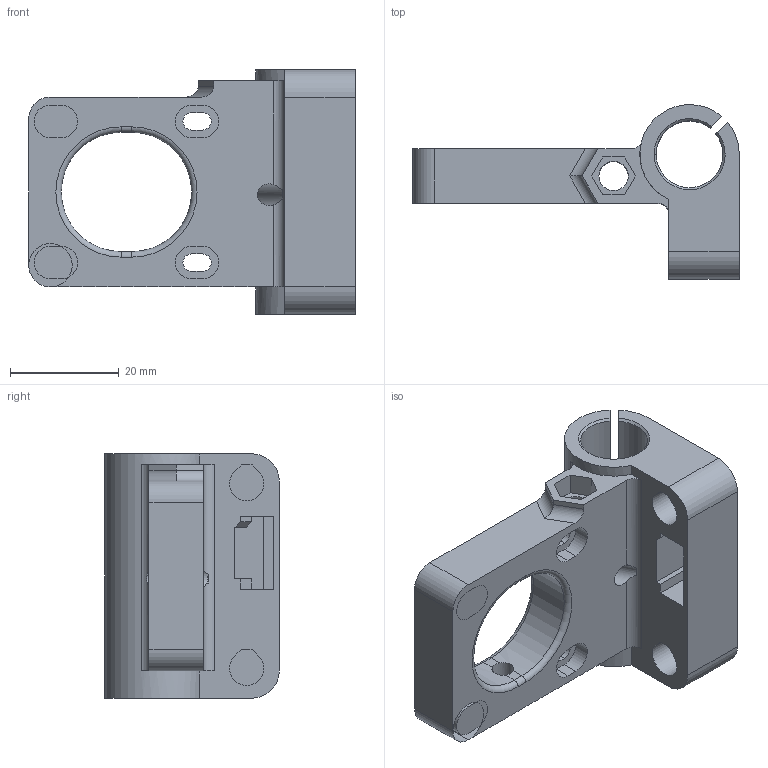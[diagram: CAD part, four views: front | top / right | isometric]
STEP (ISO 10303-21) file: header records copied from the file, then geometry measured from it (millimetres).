
FILE_DESCRIPTION(('FreeCAD Model'),'2;1');
FILE_NAME('CarroMotor.step', '2016-12-25T20:34:03',('DiegoLale'),('Lalebots'), 'Open CASCADE STEP processor 6.8','FreeCAD','Unknown');
FILE_SCHEMA(('AUTOMOTIVE_DESIGN_CC2 { 1 2 10303 214 -1 1 5 4 }'));
Length unit declared in the file: millimetre
Products named in the file (2): ASSEMBLY; Pocket012
Assembly tree (1 placements, depth 2):
  ASSEMBLY
    Pocket012
Bounding box: 60.15 x 32.15 x 45 mm (x, y, z)
Surface area: 12526.1 mm2 (no closed solid volume)
Topology: 0 solids, 1 shells, 126 faces, 394 edges, 272 vertices
Faces by surface type: plane 75, cylinder 42, torus 5, cone 4
Full cylindrical faces by diameter (mm): 4 x2, 5.4 x2, 8 x1
Entity records: 11920 total; most frequent: CARTESIAN_POINT 4291, DIRECTION 1405, LINE 853, VECTOR 853, ORIENTED_EDGE 774, PCURVE 774, DEFINITIONAL_REPRESENTATION 774, EDGE_CURVE 387
